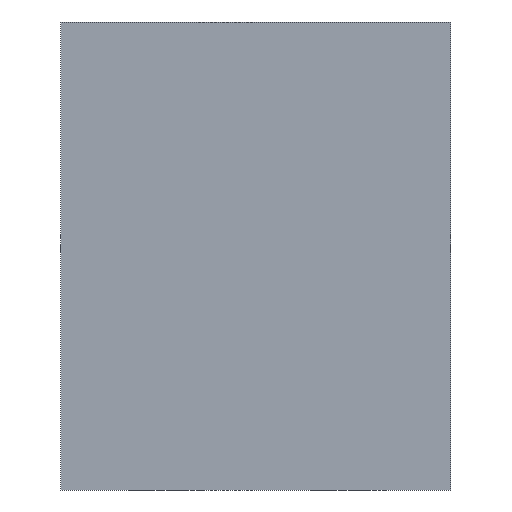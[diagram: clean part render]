
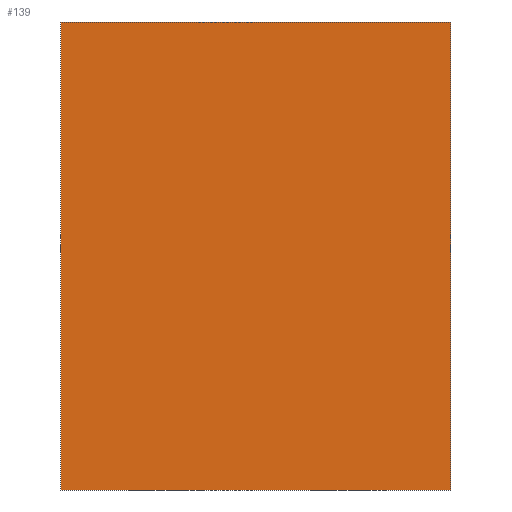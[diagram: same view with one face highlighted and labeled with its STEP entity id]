
A CAD part, left-side view. The second image highlights one B-rep face of the part: STEP entity #139.
In plain terms, the highlighted planar face has unit normal (-1, 0, 0).
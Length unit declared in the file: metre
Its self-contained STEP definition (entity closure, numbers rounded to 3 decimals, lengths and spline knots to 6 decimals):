
#30=ORIENTED_EDGE('',*,*,#60,.F.);
#31=ORIENTED_EDGE('',*,*,#53,.F.);
#32=ORIENTED_EDGE('',*,*,#61,.T.);
#33=ORIENTED_EDGE('',*,*,#58,.T.);
#53=EDGE_CURVE('',#69,#67,#81,.T.);
#58=EDGE_CURVE('',#73,#72,#86,.T.);
#60=EDGE_CURVE('',#67,#72,#88,.T.);
#61=EDGE_CURVE('',#69,#73,#89,.T.);
#67=VERTEX_POINT('',#211);
#69=VERTEX_POINT('',#215);
#72=VERTEX_POINT('',#225);
#73=VERTEX_POINT('',#227);
#81=LINE('',#216,#93);
#86=LINE('',#226,#98);
#88=LINE('',#230,#100);
#89=LINE('',#231,#101);
#93=VECTOR('',#176,1.);
#98=VECTOR('',#185,1.);
#100=VECTOR('',#189,1.);
#101=VECTOR('',#190,1.);
#105=EDGE_LOOP('',(#30,#31,#32,#33));
#119=FACE_BOUND('',#105,.T.);
#133=PLANE('',#160);
#139=ADVANCED_FACE('',(#119),#133,.T.);
#160=AXIS2_PLACEMENT_3D('',#229,#187,#188);
#176=DIRECTION('',(0.,0.,-1.));
#185=DIRECTION('',(0.,0.,-1.));
#187=DIRECTION('',(-1.,0.,0.));
#188=DIRECTION('',(0.,-1.,0.));
#189=DIRECTION('',(0.,1.,0.));
#190=DIRECTION('',(0.,1.,0.));
#211=CARTESIAN_POINT('',(-0.00489,-0.038,0.));
#215=CARTESIAN_POINT('',(-0.00489,-0.038,0.018));
#216=CARTESIAN_POINT('',(-0.00489,-0.038,0.018));
#225=CARTESIAN_POINT('',(-0.00489,-0.023,0.));
#226=CARTESIAN_POINT('',(-0.00489,-0.023,0.018));
#227=CARTESIAN_POINT('',(-0.00489,-0.023,0.018));
#229=CARTESIAN_POINT('',(-0.00489,-0.0305,0.018));
#230=CARTESIAN_POINT('',(-0.00489,-0.0305,0.));
#231=CARTESIAN_POINT('',(-0.00489,-0.0305,0.018));
